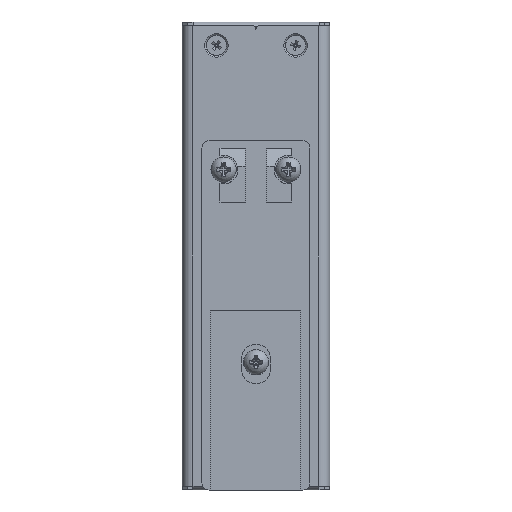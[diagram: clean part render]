
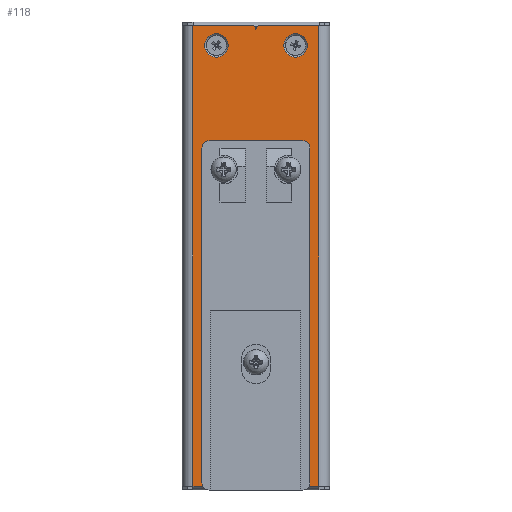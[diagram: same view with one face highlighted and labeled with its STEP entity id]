
A CAD part, front view. The second image highlights one B-rep face of the part: STEP entity #118.
In plain terms, the highlighted face is planar.
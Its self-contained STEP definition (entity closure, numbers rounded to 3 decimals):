
#118=ADVANCED_FACE('',(#15228,#15230,#15232),#15234,.F.);
#15228=FACE_BOUND('',#15229,.T.);
#15229=EDGE_LOOP('',(#28951,#28952,#28953,#28954,#28955,#28956,#28957,#28958,#28959,
#28960,#28961,#28962,#28963,#28964,#28965));
#15230=FACE_BOUND('',#15231,.T.);
#15231=EDGE_LOOP('',(#28966));
#15232=FACE_BOUND('',#15233,.T.);
#15233=EDGE_LOOP('',(#28967));
#15234=PLANE('',#15235);
#15235=AXIS2_PLACEMENT_3D('',#15236,#15237,#15238);
#15236=CARTESIAN_POINT('',(0.,0.,0.));
#15237=DIRECTION('',(0.,0.,1.));
#15238=DIRECTION('',(1.,0.,0.));
#28951=ORIENTED_EDGE('',*,*,#36901,.T.);
#28952=ORIENTED_EDGE('',*,*,#36902,.T.);
#28953=ORIENTED_EDGE('',*,*,#36903,.T.);
#28954=ORIENTED_EDGE('',*,*,#36904,.F.);
#28955=ORIENTED_EDGE('',*,*,#36905,.T.);
#28956=ORIENTED_EDGE('',*,*,#36906,.F.);
#28957=ORIENTED_EDGE('',*,*,#36907,.F.);
#28958=ORIENTED_EDGE('',*,*,#36908,.F.);
#28959=ORIENTED_EDGE('',*,*,#36909,.F.);
#28960=ORIENTED_EDGE('',*,*,#36910,.T.);
#28961=ORIENTED_EDGE('',*,*,#36911,.F.);
#28962=ORIENTED_EDGE('',*,*,#36912,.T.);
#28963=ORIENTED_EDGE('',*,*,#36913,.T.);
#28964=ORIENTED_EDGE('',*,*,#36914,.T.);
#28965=ORIENTED_EDGE('',*,*,#36915,.T.);
#28966=ORIENTED_EDGE('',*,*,#36916,.T.);
#28967=ORIENTED_EDGE('',*,*,#36917,.T.);
#36901=EDGE_CURVE('',#40916,#40917,#40918,.T.);
#36902=EDGE_CURVE('',#40917,#40919,#40920,.F.);
#36903=EDGE_CURVE('',#40919,#40921,#40922,.T.);
#36904=EDGE_CURVE('',#40923,#40921,#40924,.T.);
#36905=EDGE_CURVE('',#40923,#40925,#40926,.T.);
#36906=EDGE_CURVE('',#40927,#40925,#40928,.T.);
#36907=EDGE_CURVE('',#40929,#40927,#40930,.F.);
#36908=EDGE_CURVE('',#40931,#40929,#40932,.F.);
#36909=EDGE_CURVE('',#40933,#40931,#40934,.T.);
#36910=EDGE_CURVE('',#40933,#40935,#40936,.T.);
#36911=EDGE_CURVE('',#40937,#40935,#40938,.T.);
#36912=EDGE_CURVE('',#40937,#40939,#40940,.T.);
#36913=EDGE_CURVE('',#40939,#40941,#40942,.F.);
#36914=EDGE_CURVE('',#40941,#40943,#40944,.T.);
#36915=EDGE_CURVE('',#40943,#40916,#40945,.F.);
#36916=EDGE_CURVE('',#40946,#40946,#40947,.F.);
#36917=EDGE_CURVE('',#40948,#40948,#40949,.F.);
#40916=VERTEX_POINT('',#47738);
#40917=VERTEX_POINT('',#47739);
#40918=CIRCLE('',#47740,2.);
#40919=VERTEX_POINT('',#47744);
#40920=LINE('',#47745,#47746);
#40921=VERTEX_POINT('',#47748);
#40922=CIRCLE('',#47749,2.);
#40923=VERTEX_POINT('',#47753);
#40924=LINE('',#47754,#47755);
#40925=VERTEX_POINT('',#47757);
#40926=LINE('',#47758,#47759);
#40927=VERTEX_POINT('',#47761);
#40928=LINE('',#47762,#47763);
#40929=VERTEX_POINT('',#47765);
#40930=CIRCLE('',#47766,1.);
#40931=VERTEX_POINT('',#47770);
#40932=CIRCLE('',#47771,1.);
#40933=VERTEX_POINT('',#47775);
#40934=LINE('',#47776,#47777);
#40935=VERTEX_POINT('',#47779);
#40936=LINE('',#47780,#47781);
#40937=VERTEX_POINT('',#47783);
#40938=LINE('',#47784,#47785);
#40939=VERTEX_POINT('',#47787);
#40940=CIRCLE('',#47788,2.);
#40941=VERTEX_POINT('',#47792);
#40942=LINE('',#47793,#47794);
#40943=VERTEX_POINT('',#47796);
#40944=CIRCLE('',#47797,2.);
#40945=LINE('',#47801,#47802);
#40946=VERTEX_POINT('',#47804);
#40947=CIRCLE('',#47805,3.25);
#40948=VERTEX_POINT('',#47809);
#40949=CIRCLE('',#47810,3.25);
#47738=CARTESIAN_POINT('',(96.,30.5,0.));
#47739=CARTESIAN_POINT('',(94.,32.5,0.));
#47740=AXIS2_PLACEMENT_3D('',#47741,#47742,#47743);
#47741=CARTESIAN_POINT('',(94.,30.5,0.));
#47742=DIRECTION('',(0.,-0.,1.));
#47743=DIRECTION('',(1.,0.,0.));
#47744=CARTESIAN_POINT('',(1.,32.5,0.));
#47745=CARTESIAN_POINT('',(1.,32.5,0.));
#47746=VECTOR('',#47747,1.);
#47747=DIRECTION('',(1.,0.,0.));
#47748=CARTESIAN_POINT('',(0.,32.232,0.));
#47749=AXIS2_PLACEMENT_3D('',#47750,#47751,#47752);
#47750=CARTESIAN_POINT('',(1.,30.5,0.));
#47751=DIRECTION('',(0.,-0.,1.));
#47752=DIRECTION('',(0.,1.,0.));
#47753=CARTESIAN_POINT('',(0.,35.,0.));
#47754=CARTESIAN_POINT('',(0.,35.,0.));
#47755=VECTOR('',#47756,1.);
#47756=DIRECTION('',(0.,-1.,0.));
#47757=CARTESIAN_POINT('',(128.,35.,0.));
#47758=CARTESIAN_POINT('',(0.,35.,0.));
#47759=VECTOR('',#47760,1.);
#47760=DIRECTION('',(1.,0.,0.));
#47761=CARTESIAN_POINT('',(128.,18.5,0.));
#47762=CARTESIAN_POINT('',(128.,18.5,0.));
#47763=VECTOR('',#47764,1.);
#47764=DIRECTION('',(0.,1.,0.));
#47765=CARTESIAN_POINT('',(127.,17.5,0.));
#47766=AXIS2_PLACEMENT_3D('',#47767,#47768,#47769);
#47767=CARTESIAN_POINT('',(127.,18.5,0.));
#47768=DIRECTION('',(0.,0.,-1.));
#47769=DIRECTION('',(1.,0.,0.));
#47770=CARTESIAN_POINT('',(128.,16.5,0.));
#47771=AXIS2_PLACEMENT_3D('',#47772,#47773,#47774);
#47772=CARTESIAN_POINT('',(127.,16.5,0.));
#47773=DIRECTION('',(0.,0.,-1.));
#47774=DIRECTION('',(0.,1.,0.));
#47775=CARTESIAN_POINT('',(128.,0.,0.));
#47776=CARTESIAN_POINT('',(128.,0.,0.));
#47777=VECTOR('',#47778,1.);
#47778=DIRECTION('',(0.,1.,0.));
#47779=CARTESIAN_POINT('',(0.,0.,0.));
#47780=CARTESIAN_POINT('',(128.,0.,0.));
#47781=VECTOR('',#47782,1.);
#47782=DIRECTION('',(-1.,0.,0.));
#47783=CARTESIAN_POINT('',(0.,2.768,0.));
#47784=CARTESIAN_POINT('',(0.,2.768,0.));
#47785=VECTOR('',#47786,1.);
#47786=DIRECTION('',(0.,-1.,0.));
#47787=CARTESIAN_POINT('',(1.,2.5,0.));
#47788=AXIS2_PLACEMENT_3D('',#47789,#47790,#47791);
#47789=CARTESIAN_POINT('',(1.,4.5,0.));
#47790=DIRECTION('',(-0.,0.,1.));
#47791=DIRECTION('',(-0.5,-0.866,0.));
#47792=CARTESIAN_POINT('',(94.,2.5,0.));
#47793=CARTESIAN_POINT('',(94.,2.5,0.));
#47794=VECTOR('',#47795,1.);
#47795=DIRECTION('',(-1.,0.,0.));
#47796=CARTESIAN_POINT('',(96.,4.5,0.));
#47797=AXIS2_PLACEMENT_3D('',#47798,#47799,#47800);
#47798=CARTESIAN_POINT('',(94.,4.5,0.));
#47799=DIRECTION('',(-0.,0.,1.));
#47800=DIRECTION('',(0.,-1.,0.));
#47801=CARTESIAN_POINT('',(96.,30.5,0.));
#47802=VECTOR('',#47803,1.);
#47803=DIRECTION('',(0.,-1.,0.));
#47804=CARTESIAN_POINT('',(119.25,28.5,0.));
#47805=AXIS2_PLACEMENT_3D('',#47806,#47807,#47808);
#47806=CARTESIAN_POINT('',(122.5,28.5,0.));
#47807=DIRECTION('',(-0.,-0.,-1.));
#47808=DIRECTION('',(-1.,0.,0.));
#47809=CARTESIAN_POINT('',(119.25,6.5,0.));
#47810=AXIS2_PLACEMENT_3D('',#47811,#47812,#47813);
#47811=CARTESIAN_POINT('',(122.5,6.5,0.));
#47812=DIRECTION('',(-0.,-0.,-1.));
#47813=DIRECTION('',(-1.,0.,0.));
